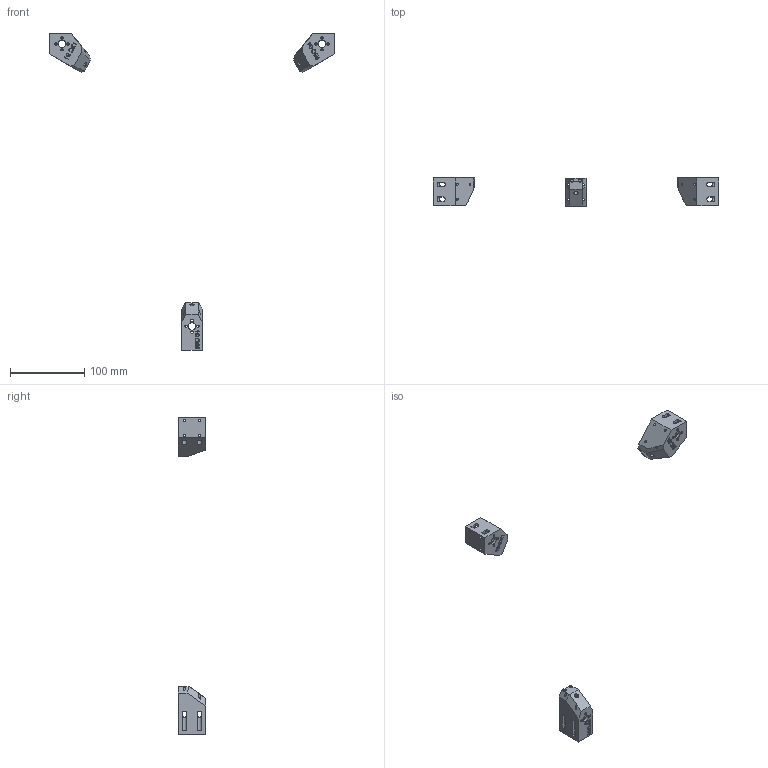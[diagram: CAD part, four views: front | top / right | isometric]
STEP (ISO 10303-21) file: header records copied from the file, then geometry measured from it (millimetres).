
FILE_DESCRIPTION(/* description */ (''),/* implementation_level */ '2;1');
FILE_NAME(/* name */ 'jubilee_212_z_lift_parts_for_mgn12h_blocks.step',/* time_stamp */ '2021-05-12T20:32:44-05:00',/* author */ (''),/* organization */ (''),/* preprocessor_version */ 'ST-DEVELOPER v18.1',/* originating_system */ 'Autodesk Translation Framework v10.6.0.1341',/* authorisation */ '');
FILE_SCHEMA (('AUTOMOTIVE_DESIGN { 1 0 10303 214 3 1 1 }'));
Length unit declared in the file: millimetre
Products named in the file (13): (Unsaved); back_z_lift_assembly; back_coupling_plate_with_inserts_Complete with Spring Hooks; back_coupling_plate_with_heat_set_insert; bed_coupling_back_plate; left_z_lift_assembly; left_coupling_side_plate_with_inserts_Complete with Spring Hooks; left_coupling_side_plate_with_heat_set_insert; bed_coupling_side_plate_Front Left Bed Coupling Lift; right_z_lift_assembly; right_coupling_side_plate_with_inserts_Complete with Spring Hooks; right_coupling_side_plate_with_heat_set_insert; bed_coupling_side_plate_Front Right bed coupling lift
Assembly tree (12 placements, depth 5):
  (Unsaved)
    back_z_lift_assembly
      back_coupling_plate_with_inserts_Complete with Spring Hooks
        back_coupling_plate_with_heat_set_insert
          bed_coupling_back_plate
    left_z_lift_assembly
      left_coupling_side_plate_with_inserts_Complete with Spring Hooks
        left_coupling_side_plate_with_heat_set_insert
          bed_coupling_side_plate_Front Left Bed Coupling Lift
    right_z_lift_assembly
      right_coupling_side_plate_with_inserts_Complete with Spring Hooks
        right_coupling_side_plate_with_heat_set_insert
          bed_coupling_side_plate_Front Right bed coupling lift
Bounding box: 383 x 37.1 x 424.88 mm (x, y, z)
Volume: 132335.9 mm3; surface area: 40930.6 mm2
Topology: 3 solids, 3 shells, 422 faces, 1175 edges, 781 vertices
Faces by surface type: plane 245, bspline 95, cylinder 79, cone 3
Full cylindrical faces by diameter (mm): 2.6 x12, 3.2 x24, 4 x6, 5.1 x3, 10 x3, 22.5 x3
Entity records: 20824 total; most frequent: CARTESIAN_POINT 10136, ORIENTED_EDGE 2350, DIRECTION 1774, EDGE_CURVE 1175, VERTEX_POINT 781, LINE 732, VECTOR 732, EDGE_LOOP 558
